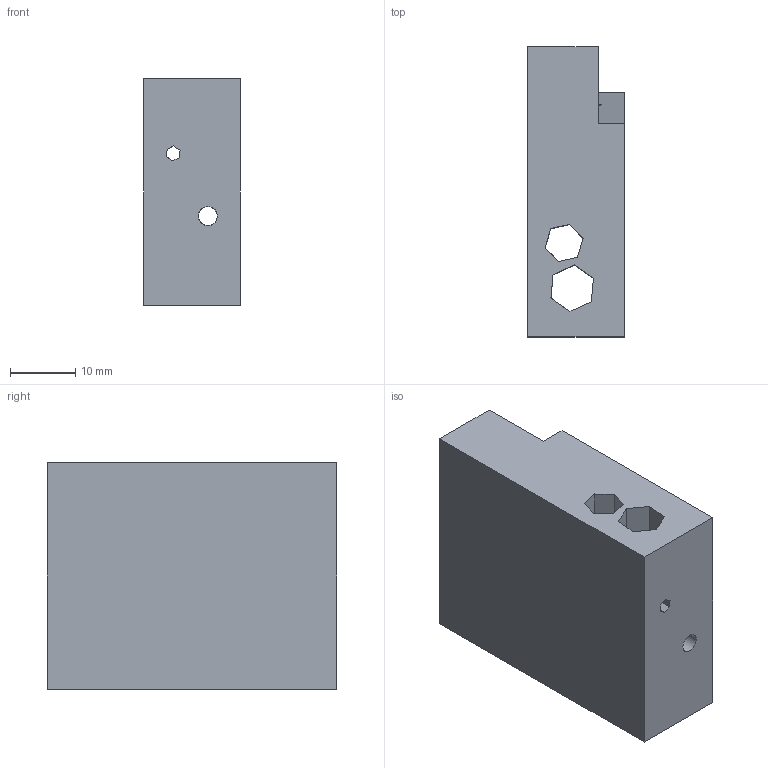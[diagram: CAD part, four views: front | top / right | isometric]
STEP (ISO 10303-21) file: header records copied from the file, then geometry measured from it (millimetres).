
FILE_DESCRIPTION(('Open CASCADE Model'),'2;1');
FILE_NAME('Open CASCADE Shape Model','2021-04-30T01:10:40',('Author'),( 'Open CASCADE'),'Open CASCADE STEP processor 7.4','Open CASCADE 7.4' ,'Unknown');
FILE_SCHEMA(('AUTOMOTIVE_DESIGN { 1 0 10303 214 1 1 1 1 }'));
Length unit declared in the file: millimetre
Products named in the file (1): Open CASCADE STEP translator 7.4 1179
Bounding box: 14.85 x 44.46 x 34.73 mm (x, y, z)
Volume: 19254.6 mm3; surface area: 7153.6 mm2
Topology: 1 solids, 1 shells, 42 faces, 145 edges, 97 vertices
Faces by surface type: plane 39, bspline 2, cylinder 1
Full cylindrical faces by diameter (mm): 2.917 x1
Entity records: 4882 total; most frequent: CARTESIAN_POINT 2227, DIRECTION 411, LINE 297, VECTOR 297, ORIENTED_EDGE 290, PCURVE 290, DEFINITIONAL_REPRESENTATION 290, EDGE_CURVE 145
